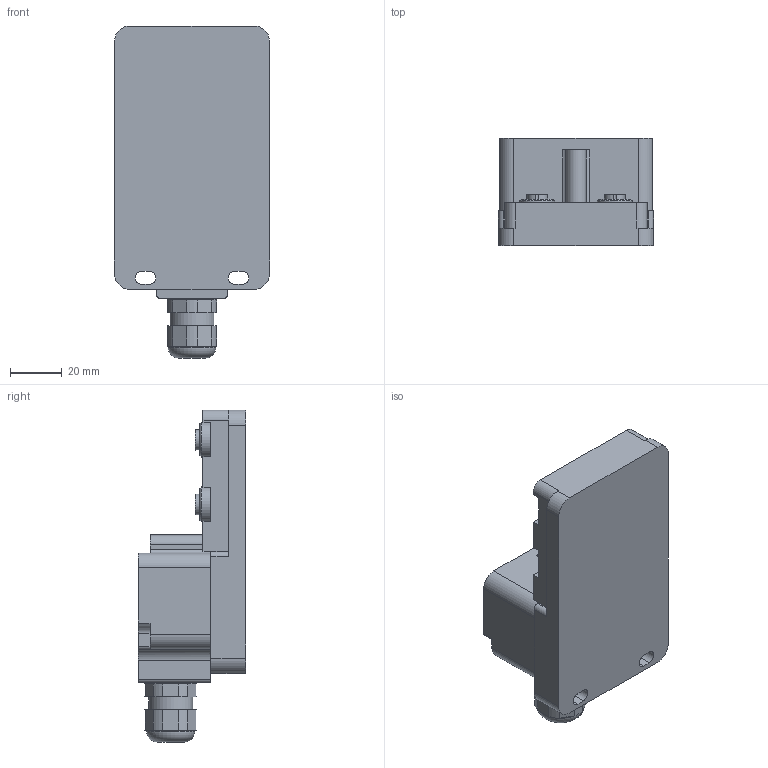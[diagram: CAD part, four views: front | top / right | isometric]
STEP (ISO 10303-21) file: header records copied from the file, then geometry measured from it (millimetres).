
FILE_DESCRIPTION(/* description */ (''),/* implementation_level */ '2;1');
FILE_NAME(/* name */ 'VK000007.stp',/* time_stamp */ '2016-10-11T14:57:14+02:00',/* author */ ('mitarbeiter'),/* organization */ (''),/* preprocessor_version */ 'ST-DEVELOPER v15.2',/* originating_system */ 'Autodesk Inventor 2014',/* authorisation */ '');
FILE_SCHEMA (('AUTOMOTIVE_DESIGN { 1 0 10303 214 3 1 1 }'));
Length unit declared in the file: millimetre
Products named in the file (1): VK000007
Bounding box: 60 x 41.5 x 128.5 mm (x, y, z)
Volume: 149650 mm3; surface area: 39311.8 mm2
Topology: 1 solids, 1 shells, 388 faces, 998 edges, 667 vertices
Faces by surface type: plane 227, cylinder 146, torus 8, cone 4, bspline 3
Full cylindrical faces by diameter (mm): 1.2 x20, 3 x3, 3.8 x2, 4.7 x2, 6 x3, 6.1 x3, 6.5 x1, 8 x1, 10.917 x4, 13.55 x4, 14 x4, 17 x1, 18.5 x1, 19 x1
Entity records: 11453 total; most frequent: CARTESIAN_POINT 2184, DIRECTION 1970, ORIENTED_EDGE 1800, EDGE_CURVE 900, AXIS2_PLACEMENT_3D 717, VERTEX_POINT 631, LINE 536, VECTOR 536
